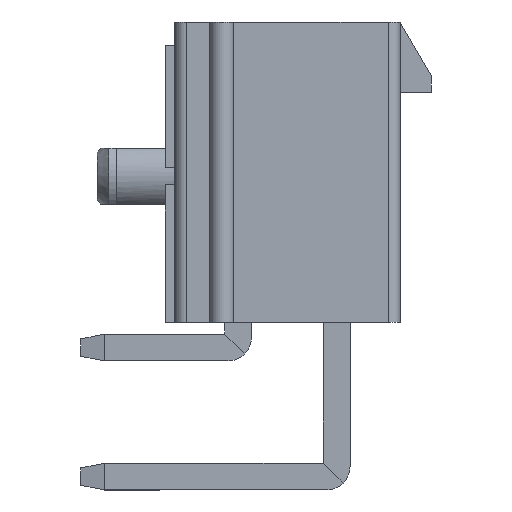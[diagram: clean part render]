
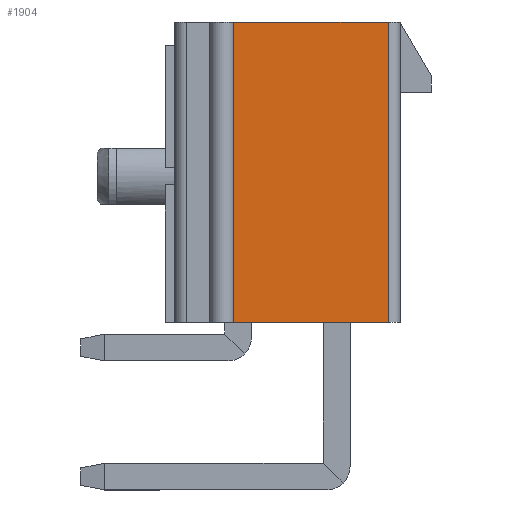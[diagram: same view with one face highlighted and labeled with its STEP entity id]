
A CAD part, left-side view. The second image highlights one B-rep face of the part: STEP entity #1904.
In plain terms, the highlighted planar face has unit normal (-1, 0, 0).
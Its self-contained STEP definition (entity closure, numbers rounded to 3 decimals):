
#36 = CARTESIAN_POINT ( 'NONE',  ( -2.7, -4.3, 12.8 ) ) ;
#139 = DIRECTION ( 'NONE',  ( 0., -1., 0. ) ) ;
#151 = CARTESIAN_POINT ( 'NONE',  ( -2.7, 2.3, -1.414 ) ) ;
#169 = EDGE_LOOP ( 'NONE', ( #816, #1003, #1673, #579 ) ) ;
#225 = LINE ( 'NONE', #2382, #2794 ) ;
#257 = LINE ( 'NONE', #1238, #258 ) ;
#258 = VECTOR ( 'NONE', #1665, 1000. ) ;
#349 = PLANE ( 'NONE',  #1490 ) ;
#359 = CARTESIAN_POINT ( 'NONE',  ( -2.7, -4.8, 0. ) ) ;
#365 = FACE_OUTER_BOUND ( 'NONE', #169, .T. ) ;
#370 = VERTEX_POINT ( 'NONE', #1113 ) ;
#579 = ORIENTED_EDGE ( 'NONE', *, *, #2691, .T. ) ;
#583 = VECTOR ( 'NONE', #637, 1000. ) ;
#600 = CARTESIAN_POINT ( 'NONE',  ( -2.7, 2.3, 0. ) ) ;
#637 = DIRECTION ( 'NONE',  ( 0., 0., -1. ) ) ;
#816 = ORIENTED_EDGE ( 'NONE', *, *, #2260, .T. ) ;
#859 = EDGE_CURVE ( 'NONE', #370, #1749, #225, .T. ) ;
#950 = CARTESIAN_POINT ( 'NONE',  ( -2.7, 2.3, 12.8 ) ) ;
#1003 = ORIENTED_EDGE ( 'NONE', *, *, #859, .T. ) ;
#1071 = LINE ( 'NONE', #359, #2059 ) ;
#1113 = CARTESIAN_POINT ( 'NONE',  ( -2.7, -4.3, 0. ) ) ;
#1206 = DIRECTION ( 'NONE',  ( 0., 0., 1. ) ) ;
#1238 = CARTESIAN_POINT ( 'NONE',  ( -2.7, -4.8, 12.8 ) ) ;
#1490 = AXIS2_PLACEMENT_3D ( 'NONE', #2813, #2097, #3066 ) ;
#1652 = EDGE_CURVE ( 'NONE', #2064, #1749, #257, .T. ) ;
#1665 = DIRECTION ( 'NONE',  ( 0., -1., 0. ) ) ;
#1673 = ORIENTED_EDGE ( 'NONE', *, *, #1652, .F. ) ;
#1749 = VERTEX_POINT ( 'NONE', #36 ) ;
#1875 = LINE ( 'NONE', #151, #583 ) ;
#1904 = ADVANCED_FACE ( 'NONE', ( #365 ), #349, .F. ) ;
#2059 = VECTOR ( 'NONE', #139, 1000. ) ;
#2064 = VERTEX_POINT ( 'NONE', #950 ) ;
#2097 = DIRECTION ( 'NONE',  ( 1., 0., 0. ) ) ;
#2260 = EDGE_CURVE ( 'NONE', #2610, #370, #1071, .T. ) ;
#2382 = CARTESIAN_POINT ( 'NONE',  ( -2.7, -4.3, 12.8 ) ) ;
#2610 = VERTEX_POINT ( 'NONE', #600 ) ;
#2691 = EDGE_CURVE ( 'NONE', #2064, #2610, #1875, .T. ) ;
#2794 = VECTOR ( 'NONE', #1206, 1000. ) ;
#2813 = CARTESIAN_POINT ( 'NONE',  ( -2.7, -4.8, 12.8 ) ) ;
#3066 = DIRECTION ( 'NONE',  ( 0., 0., -1. ) ) ;
